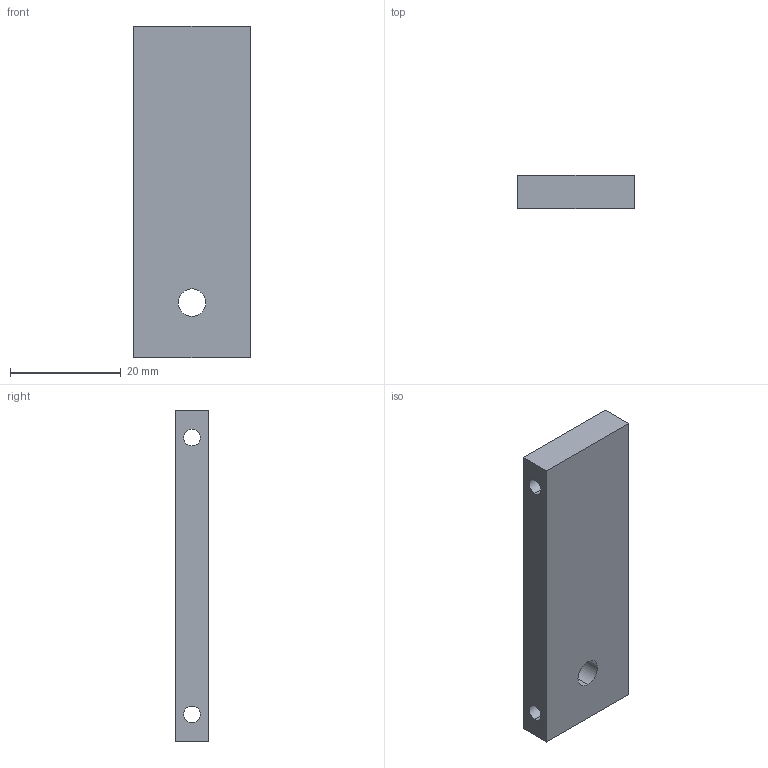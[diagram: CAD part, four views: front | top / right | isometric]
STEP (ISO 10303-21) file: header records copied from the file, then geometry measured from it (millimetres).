
FILE_DESCRIPTION (( 'STEP AP214' ), '1' );
FILE_NAME ('Shifter End Plate.STEP', '2025-01-30T20:34:13', ( '' ), ( '' ), 'SwSTEP 2.0', 'SolidWorks 2022', '' );
FILE_SCHEMA (( 'AUTOMOTIVE_DESIGN' ));
Length unit declared in the file: millimetre
Products named in the file (1): Shifter End Plate
Bounding box: 21 x 6 x 60 mm (x, y, z)
Volume: 7076.8 mm3; surface area: 3942.3 mm2
Topology: 1 solids, 1 shells, 42 faces, 94 edges, 55 vertices
Faces by surface type: cylinder 14, bspline 12, plane 8, sphere 8
Entity records: 1658 total; most frequent: CARTESIAN_POINT 708, DIRECTION 198, ORIENTED_EDGE 188, EDGE_CURVE 94, AXIS2_PLACEMENT_3D 85, VERTEX_POINT 55, CIRCLE 54, EDGE_LOOP 49
